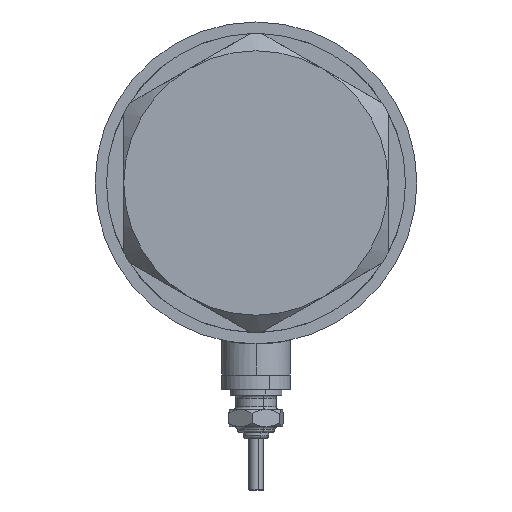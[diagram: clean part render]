
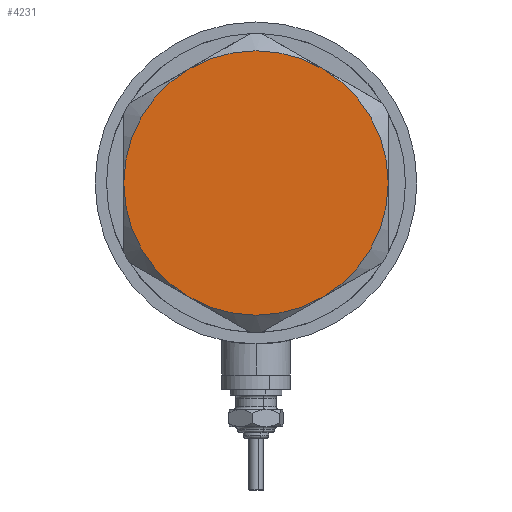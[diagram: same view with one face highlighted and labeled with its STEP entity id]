
A CAD part, left-side view. The second image highlights one B-rep face of the part: STEP entity #4231.
In plain terms, the highlighted face is planar.
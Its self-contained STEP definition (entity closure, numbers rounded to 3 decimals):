
#18 = EDGE_CURVE ( 'NONE', #1331, #3200, #980, .T. ) ;
#26 = EDGE_LOOP ( 'NONE', ( #1711, #3653, #2475, #512, #494, #2346 ) ) ;
#340 = AXIS2_PLACEMENT_3D ( 'NONE', #3138, #3651, #1559 ) ;
#418 = DIRECTION ( 'NONE',  ( 1., 0., 0. ) ) ;
#494 = ORIENTED_EDGE ( 'NONE', *, *, #2532, .T. ) ;
#495 = VERTEX_POINT ( 'NONE', #1072 ) ;
#512 = ORIENTED_EDGE ( 'NONE', *, *, #18, .T. ) ;
#577 = EDGE_CURVE ( 'NONE', #495, #1256, #1372, .T. ) ;
#627 = AXIS2_PLACEMENT_3D ( 'NONE', #3976, #4369, #1909 ) ;
#794 = AXIS2_PLACEMENT_3D ( 'NONE', #1781, #4142, #2247 ) ;
#888 = PLANE ( 'NONE',  #340 ) ;
#980 = CIRCLE ( 'NONE', #1073, 23. ) ;
#1072 = CARTESIAN_POINT ( 'NONE',  ( -11.5, -19.919, 7. ) ) ;
#1073 = AXIS2_PLACEMENT_3D ( 'NONE', #2683, #4174, #2229 ) ;
#1256 = VERTEX_POINT ( 'NONE', #3135 ) ;
#1284 = CARTESIAN_POINT ( 'NONE',  ( 0., 0., 7. ) ) ;
#1331 = VERTEX_POINT ( 'NONE', #2785 ) ;
#1372 = CIRCLE ( 'NONE', #627, 23. ) ;
#1559 = DIRECTION ( 'NONE',  ( 1., 0., 0. ) ) ;
#1609 = DIRECTION ( 'NONE',  ( 1., 0., 0. ) ) ;
#1673 = DIRECTION ( 'NONE',  ( 0., 0., 1. ) ) ;
#1711 = ORIENTED_EDGE ( 'NONE', *, *, #3164, .T. ) ;
#1781 = CARTESIAN_POINT ( 'NONE',  ( 0., 0., 7. ) ) ;
#1826 = AXIS2_PLACEMENT_3D ( 'NONE', #4777, #1673, #1609 ) ;
#1909 = DIRECTION ( 'NONE',  ( 1., 0., 0. ) ) ;
#2229 = DIRECTION ( 'NONE',  ( 1., 0., 0. ) ) ;
#2247 = DIRECTION ( 'NONE',  ( 1., 0., 0. ) ) ;
#2346 = ORIENTED_EDGE ( 'NONE', *, *, #577, .T. ) ;
#2380 = DIRECTION ( 'NONE',  ( 0., 0., 1. ) ) ;
#2475 = ORIENTED_EDGE ( 'NONE', *, *, #2847, .T. ) ;
#2532 = EDGE_CURVE ( 'NONE', #3200, #495, #3026, .T. ) ;
#2630 = CARTESIAN_POINT ( 'NONE',  ( -23., 0., 7. ) ) ;
#2682 = VERTEX_POINT ( 'NONE', #4911 ) ;
#2683 = CARTESIAN_POINT ( 'NONE',  ( 0., 0., 7. ) ) ;
#2745 = CARTESIAN_POINT ( 'NONE',  ( 0., 0., 7. ) ) ;
#2785 = CARTESIAN_POINT ( 'NONE',  ( -11.5, 19.919, 7. ) ) ;
#2847 = EDGE_CURVE ( 'NONE', #3665, #1331, #4099, .T. ) ;
#2848 = DIRECTION ( 'NONE',  ( 0., 0., 1. ) ) ;
#2957 = CARTESIAN_POINT ( 'NONE',  ( 11.5, 19.919, 7. ) ) ;
#3026 = CIRCLE ( 'NONE', #794, 23. ) ;
#3135 = CARTESIAN_POINT ( 'NONE',  ( 11.5, -19.919, 7. ) ) ;
#3138 = CARTESIAN_POINT ( 'NONE',  ( 0., 0., 7. ) ) ;
#3164 = EDGE_CURVE ( 'NONE', #1256, #2682, #4183, .T. ) ;
#3200 = VERTEX_POINT ( 'NONE', #2630 ) ;
#3651 = DIRECTION ( 'NONE',  ( 0., 0., 1. ) ) ;
#3653 = ORIENTED_EDGE ( 'NONE', *, *, #4906, .T. ) ;
#3665 = VERTEX_POINT ( 'NONE', #2957 ) ;
#3976 = CARTESIAN_POINT ( 'NONE',  ( 0., 0., 7. ) ) ;
#4099 = CIRCLE ( 'NONE', #4916, 23. ) ;
#4142 = DIRECTION ( 'NONE',  ( 0., 0., 1. ) ) ;
#4174 = DIRECTION ( 'NONE',  ( 0., 0., 1. ) ) ;
#4183 = CIRCLE ( 'NONE', #4838, 23. ) ;
#4200 = CIRCLE ( 'NONE', #1826, 23. ) ;
#4231 = ADVANCED_FACE ( 'NONE', ( #4801 ), #888, .T. ) ;
#4369 = DIRECTION ( 'NONE',  ( 0., 0., 1. ) ) ;
#4425 = DIRECTION ( 'NONE',  ( 1., 0., 0. ) ) ;
#4777 = CARTESIAN_POINT ( 'NONE',  ( 0., 0., 7. ) ) ;
#4801 = FACE_OUTER_BOUND ( 'NONE', #26, .T. ) ;
#4838 = AXIS2_PLACEMENT_3D ( 'NONE', #2745, #2380, #418 ) ;
#4906 = EDGE_CURVE ( 'NONE', #2682, #3665, #4200, .T. ) ;
#4911 = CARTESIAN_POINT ( 'NONE',  ( 23., 0., 7. ) ) ;
#4916 = AXIS2_PLACEMENT_3D ( 'NONE', #1284, #2848, #4425 ) ;
